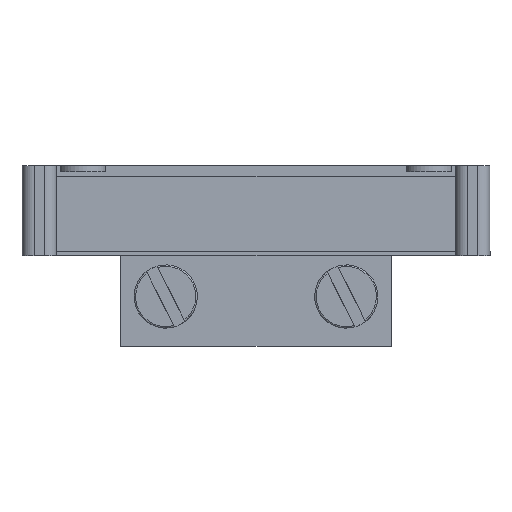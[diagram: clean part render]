
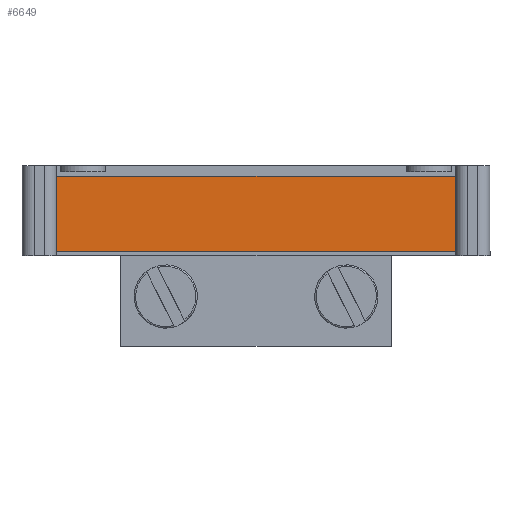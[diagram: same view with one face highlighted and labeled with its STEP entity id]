
A CAD part, top view. The second image highlights one B-rep face of the part: STEP entity #6649.
In plain terms, the highlighted planar face has unit normal (0, 0, 1).
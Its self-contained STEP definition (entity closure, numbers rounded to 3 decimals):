
#397 = AXIS2_PLACEMENT_3D ( 'NONE', #6679, #546, #6185 ) ;
#546 = DIRECTION ( 'NONE',  ( 0., 0., -1. ) ) ;
#559 = VERTEX_POINT ( 'NONE', #4932 ) ;
#631 = CARTESIAN_POINT ( 'NONE',  ( -7.675, -12.831, 54.602 ) ) ;
#838 = VECTOR ( 'NONE', #3357, 1000. ) ;
#1035 = EDGE_CURVE ( 'NONE', #559, #3714, #7706, .T. ) ;
#1218 = PLANE ( 'NONE',  #397 ) ;
#1576 = CARTESIAN_POINT ( 'NONE',  ( -7.975, 14.619, 54.602 ) ) ;
#1683 = EDGE_CURVE ( 'NONE', #5470, #3170, #3310, .T. ) ;
#2021 = CARTESIAN_POINT ( 'NONE',  ( -2.675, 15.669, 54.602 ) ) ;
#2109 = DIRECTION ( 'NONE',  ( 0., -1., 0. ) ) ;
#2393 = VECTOR ( 'NONE', #4291, 1000. ) ;
#2665 = ORIENTED_EDGE ( 'NONE', *, *, #1035, .F. ) ;
#2777 = ORIENTED_EDGE ( 'NONE', *, *, #1683, .T. ) ;
#3039 = EDGE_LOOP ( 'NONE', ( #2665, #5920, #2777, #5398 ) ) ;
#3170 = VERTEX_POINT ( 'NONE', #6532 ) ;
#3310 = LINE ( 'NONE', #4058, #3831 ) ;
#3357 = DIRECTION ( 'NONE',  ( 0., 1., 0. ) ) ;
#3714 = VERTEX_POINT ( 'NONE', #6071 ) ;
#3831 = VECTOR ( 'NONE', #6177, 1000. ) ;
#4058 = CARTESIAN_POINT ( 'NONE',  ( -7.975, -12.281, 54.602 ) ) ;
#4291 = DIRECTION ( 'NONE',  ( 1., 0., 0. ) ) ;
#4932 = CARTESIAN_POINT ( 'NONE',  ( -7.675, 14.619, 54.602 ) ) ;
#5398 = ORIENTED_EDGE ( 'NONE', *, *, #6953, .F. ) ;
#5470 = VERTEX_POINT ( 'NONE', #7879 ) ;
#5920 = ORIENTED_EDGE ( 'NONE', *, *, #7036, .F. ) ;
#6071 = CARTESIAN_POINT ( 'NONE',  ( -2.675, 14.619, 54.602 ) ) ;
#6177 = DIRECTION ( 'NONE',  ( 1., 0., 0. ) ) ;
#6185 = DIRECTION ( 'NONE',  ( 0., -1., 0. ) ) ;
#6532 = CARTESIAN_POINT ( 'NONE',  ( -2.675, -12.281, 54.602 ) ) ;
#6649 = ADVANCED_FACE ( 'NONE', ( #8635 ), #1218, .F. ) ;
#6679 = CARTESIAN_POINT ( 'NONE',  ( -2.775, 15.169, 54.602 ) ) ;
#6768 = LINE ( 'NONE', #631, #838 ) ;
#6953 = EDGE_CURVE ( 'NONE', #3714, #3170, #8147, .T. ) ;
#7036 = EDGE_CURVE ( 'NONE', #5470, #559, #6768, .T. ) ;
#7414 = VECTOR ( 'NONE', #2109, 1000. ) ;
#7706 = LINE ( 'NONE', #1576, #2393 ) ;
#7879 = CARTESIAN_POINT ( 'NONE',  ( -7.675, -12.281, 54.602 ) ) ;
#8147 = LINE ( 'NONE', #2021, #7414 ) ;
#8635 = FACE_OUTER_BOUND ( 'NONE', #3039, .T. ) ;
